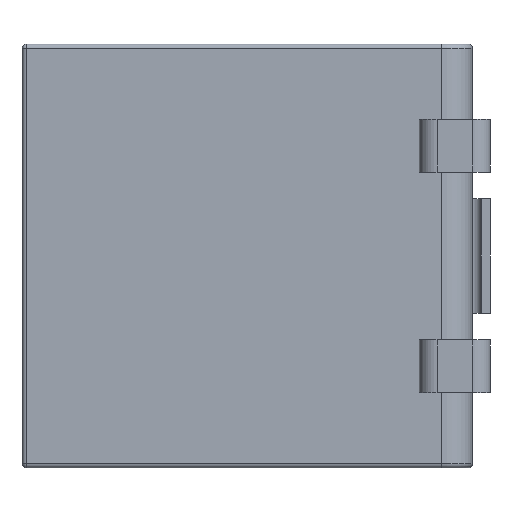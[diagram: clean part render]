
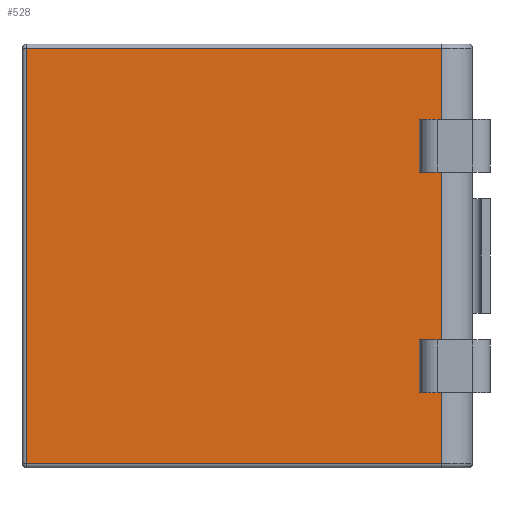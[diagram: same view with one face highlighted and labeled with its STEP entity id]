
A CAD part, left-side view. The second image highlights one B-rep face of the part: STEP entity #528.
In plain terms, the highlighted planar face has unit normal (-1, 0, 0).
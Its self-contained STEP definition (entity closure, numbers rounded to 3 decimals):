
#78 = DIRECTION ( 'NONE',  ( 0., 0., 1. ) ) ;
#182 = EDGE_CURVE ( 'NONE', #1876, #1765, #817, .T. ) ;
#244 = CARTESIAN_POINT ( 'NONE',  ( -1.75, 0.55, 2.4 ) ) ;
#305 = LINE ( 'NONE', #465, #1752 ) ;
#309 = ORIENTED_EDGE ( 'NONE', *, *, #1566, .T. ) ;
#335 = PLANE ( 'NONE',  #720 ) ;
#465 = CARTESIAN_POINT ( 'NONE',  ( -1.75, 5.3, 2.35 ) ) ;
#509 = LINE ( 'NONE', #1858, #1830 ) ;
#528 = ADVANCED_FACE ( 'NONE', ( #1549 ), #335, .F. ) ;
#697 = EDGE_CURVE ( 'NONE', #1217, #1876, #1413, .T. ) ;
#720 = AXIS2_PLACEMENT_3D ( 'NONE', #1182, #1913, #1749 ) ;
#817 = LINE ( 'NONE', #244, #1416 ) ;
#832 = CARTESIAN_POINT ( 'NONE',  ( -1.75, 0.55, -2.35 ) ) ;
#898 = CARTESIAN_POINT ( 'NONE',  ( -1.75, 5.3, -2.35 ) ) ;
#971 = ORIENTED_EDGE ( 'NONE', *, *, #697, .T. ) ;
#1038 = EDGE_LOOP ( 'NONE', ( #1426, #971, #1720, #309 ) ) ;
#1078 = VERTEX_POINT ( 'NONE', #1788 ) ;
#1138 = EDGE_CURVE ( 'NONE', #1078, #1217, #509, .T. ) ;
#1182 = CARTESIAN_POINT ( 'NONE',  ( -1.75, 5.3, 2.4 ) ) ;
#1217 = VERTEX_POINT ( 'NONE', #2227 ) ;
#1413 = LINE ( 'NONE', #898, #1489 ) ;
#1416 = VECTOR ( 'NONE', #78, 1000. ) ;
#1426 = ORIENTED_EDGE ( 'NONE', *, *, #1138, .T. ) ;
#1489 = VECTOR ( 'NONE', #1781, 1000. ) ;
#1497 = DIRECTION ( 'NONE',  ( 0., 0., -1. ) ) ;
#1549 = FACE_OUTER_BOUND ( 'NONE', #1038, .T. ) ;
#1566 = EDGE_CURVE ( 'NONE', #1765, #1078, #305, .T. ) ;
#1653 = CARTESIAN_POINT ( 'NONE',  ( -1.75, 0.55, 2.35 ) ) ;
#1720 = ORIENTED_EDGE ( 'NONE', *, *, #182, .T. ) ;
#1749 = DIRECTION ( 'NONE',  ( 0., 0., -1. ) ) ;
#1752 = VECTOR ( 'NONE', #2023, 1000. ) ;
#1765 = VERTEX_POINT ( 'NONE', #1653 ) ;
#1781 = DIRECTION ( 'NONE',  ( 0., -1., 0. ) ) ;
#1788 = CARTESIAN_POINT ( 'NONE',  ( -1.75, 5.25, 2.35 ) ) ;
#1830 = VECTOR ( 'NONE', #1497, 1000. ) ;
#1858 = CARTESIAN_POINT ( 'NONE',  ( -1.75, 5.25, 2.4 ) ) ;
#1876 = VERTEX_POINT ( 'NONE', #832 ) ;
#1913 = DIRECTION ( 'NONE',  ( 1., 0., 0. ) ) ;
#2023 = DIRECTION ( 'NONE',  ( 0., 1., 0. ) ) ;
#2227 = CARTESIAN_POINT ( 'NONE',  ( -1.75, 5.25, -2.35 ) ) ;
